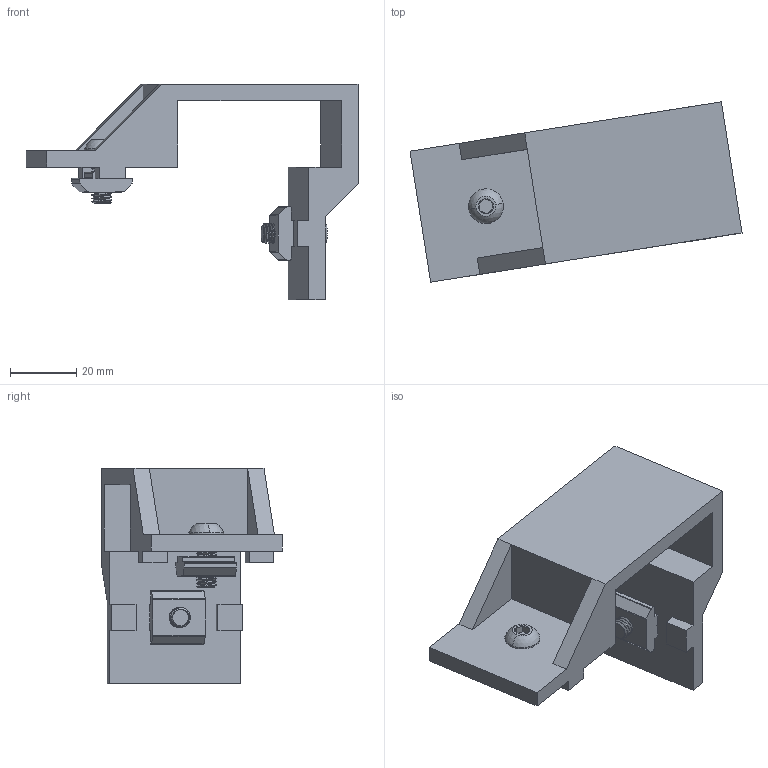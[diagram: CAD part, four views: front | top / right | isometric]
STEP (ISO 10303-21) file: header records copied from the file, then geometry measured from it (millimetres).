
FILE_DESCRIPTION(('HOOPS Exchange Step'),'2;1');
FILE_NAME('export-1814DBD5-A61A-4960-B91C-15B436C3412C.stp','2022-04-23T13:47:50+03:00',('othaa'),('Alibre'),'HOOPS Exchange 2020.1','Alibre','Unknown authorisation');
FILE_SCHEMA( ('AP242_MANAGED_MODEL_BASED_3D_ENGINEERING_MIM_LF {1 0 10303 442 1 1 4 }') );
Length unit declared in the file: millimetre
Products named in the file (5): Bracket vertical coils; T-nut; M6; Connection bolt (for brackets); Bracket vertical coils (bolted)
Assembly tree (5 placements, depth 3):
  Bracket vertical coils (bolted)
    Bracket vertical coils
    Connection bolt (for brackets)  x2
      T-nut
      M6
Bounding box: 100.08 x 54.34 x 65 mm (x, y, z)
Volume: 43700.1 mm3; surface area: 21579.8 mm2
Topology: 5 solids, 5 shells, 280 faces, 756 edges, 488 vertices
Faces by surface type: cylinder 118, plane 94, cone 46, bspline 18, sphere 4
Full cylindrical faces by diameter (mm): 6.5 x2
Entity records: 8672 total; most frequent: CARTESIAN_POINT 4844, ORIENTED_EDGE 872, DIRECTION 678, EDGE_CURVE 436, VERTEX_POINT 282, VECTOR 232, LINE 232, AXIS2_PLACEMENT_3D 223
